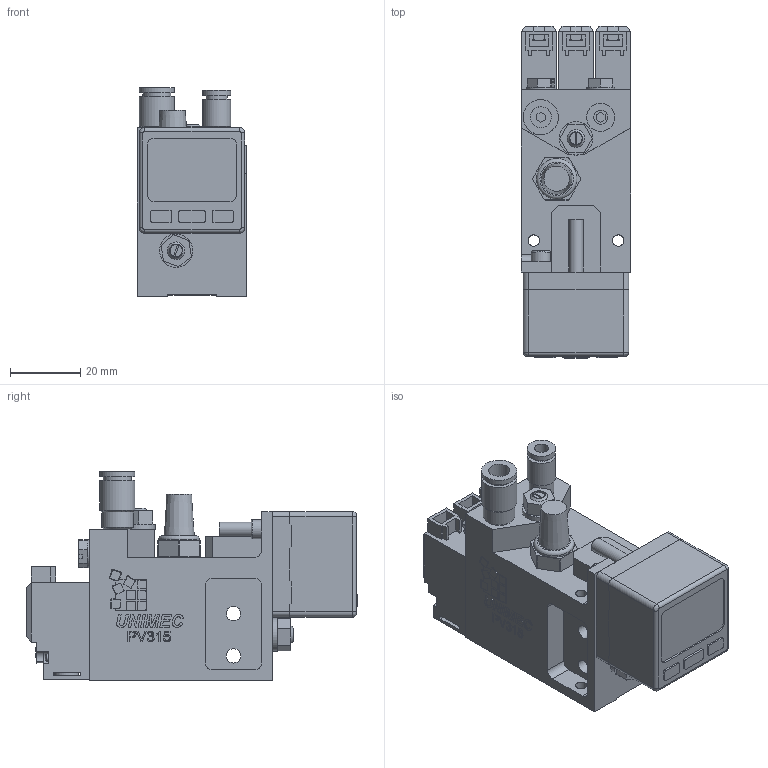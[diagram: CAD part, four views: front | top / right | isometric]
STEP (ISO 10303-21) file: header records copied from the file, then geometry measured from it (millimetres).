
FILE_DESCRIPTION((''),'2;1');
FILE_NAME('7180018.stp','2018-01-29T11:52:17',('jbalanche'),(''),'Autodesk Inventor 2012','Autodesk Inventor 2012','');
FILE_SCHEMA(('AUTOMOTIVE_DESIGN { 1 0 10303 214 1 1 1 1 }'));
Length unit declared in the file: millimetre
Products named in the file (1): 7180018
Bounding box: 31.2 x 94.4 x 59.4 mm (x, y, z)
Volume: 93972.9 mm3; surface area: 31960.7 mm2
Topology: 40 solids, 40 shells, 1258 faces, 3163 edges, 2068 vertices
Faces by surface type: plane 808, cylinder 289, bspline 100, cone 42, torus 15, revolution 4
Full cylindrical faces by diameter (mm): 0.5 x6, 1 x3, 1.6 x6, 1.7 x4, 2 x6, 2.459 x2, 2.6 x3, 3 x7, 3.2 x7, 3.242 x3, 3.5 x2, 3.6 x4, 4 x6, 4.1 x4, 4.134 x1, 4.23 x1, 5 x12, 5.1 x3, 5.4 x3, 5.5 x2, 5.8 x2, 5.9 x1, 5.93 x1, 6 x3, 6.1 x3, 6.8 x11, 7 x1, 7.4 x4, 8 x7, 8.5 x1
Entity records: 39098 total; most frequent: CARTESIAN_POINT 8361, ORIENTED_EDGE 5878, DIRECTION 5719, EDGE_CURVE 2939, VERTEX_POINT 2024, VECTOR 2001, LINE 2001, AXIS2_PLACEMENT_3D 1857
